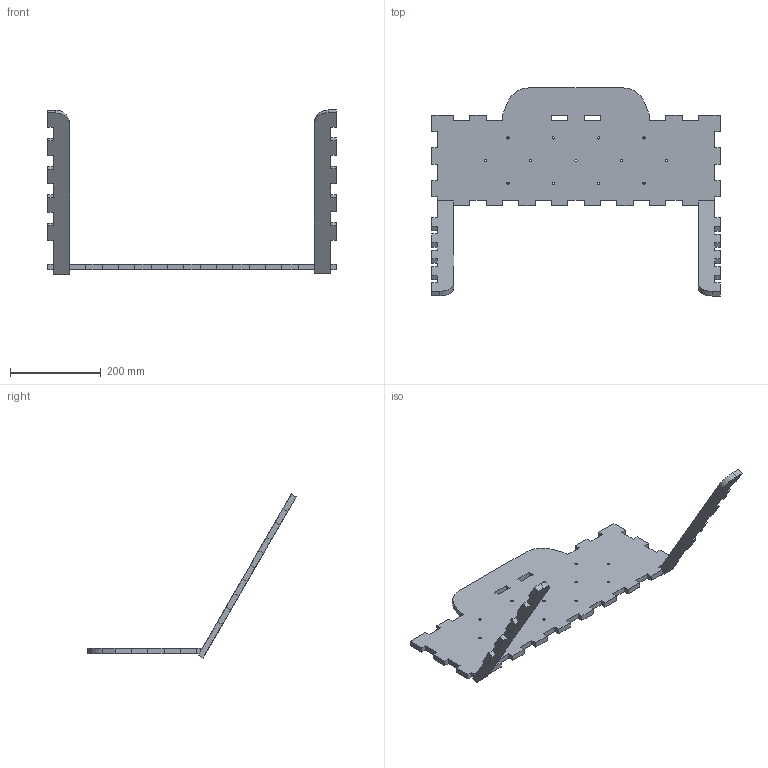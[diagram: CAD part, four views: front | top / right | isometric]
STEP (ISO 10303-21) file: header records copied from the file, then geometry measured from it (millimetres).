
FILE_DESCRIPTION(/* description */ (''),/* implementation_level */ '2;1');
FILE_NAME(/* name */ 'mounting_points.step',/* time_stamp */ '2019-08-02T12:31:19+02:00',/* author */ ('erwin'),/* organization */ (''),/* preprocessor_version */ 'ST-DEVELOPER v18',/* originating_system */ 'Autodesk Inventor 2020',/* authorisation */ '');
FILE_SCHEMA (('AUTOMOTIVE_DESIGN { 1 0 10303 214 3 1 1 }'));
Length unit declared in the file: millimetre
Products named in the file (1): mounting_points
Bounding box: 636 x 459.29 x 361.72 mm (x, y, z)
Volume: 2033126.5 mm3; surface area: 391357.6 mm2
Topology: 1 solids, 1 shells, 153 faces, 447 edges, 296 vertices
Faces by surface type: plane 136, cylinder 17
Full cylindrical faces by diameter (mm): 5 x13
Entity records: 5088 total; most frequent: CARTESIAN_POINT 897, ORIENTED_EDGE 894, DIRECTION 789, EDGE_CURVE 447, LINE 413, VECTOR 413, VERTEX_POINT 296, AXIS2_PLACEMENT_3D 188
